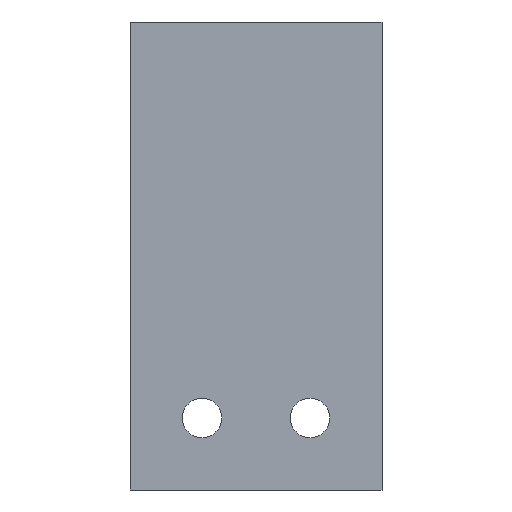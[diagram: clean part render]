
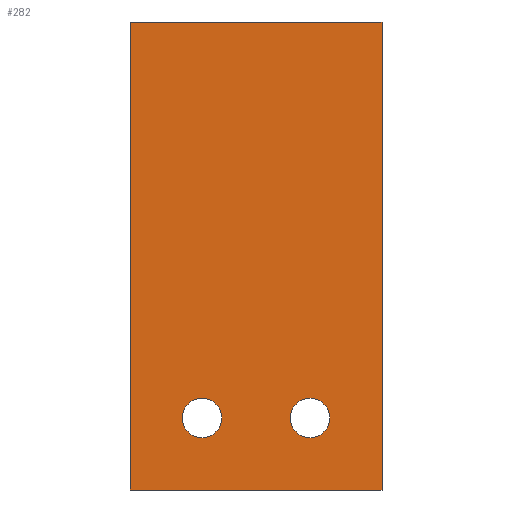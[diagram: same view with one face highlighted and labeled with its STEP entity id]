
A CAD part, left-side view. The second image highlights one B-rep face of the part: STEP entity #282.
In plain terms, the highlighted planar face has unit normal (-1, 0, 0).
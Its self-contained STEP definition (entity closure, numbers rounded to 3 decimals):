
#25=FACE_BOUND('',#69,.T.);
#26=FACE_BOUND('',#70,.T.);
#33=CIRCLE('',#312,2.75);
#34=CIRCLE('',#314,2.75);
#48=FACE_OUTER_BOUND('',#68,.T.);
#68=EDGE_LOOP('',(#253,#254,#255,#256));
#69=EDGE_LOOP('',(#257));
#70=EDGE_LOOP('',(#258));
#80=LINE('',#420,#108);
#94=LINE('',#459,#122);
#96=LINE('',#463,#124);
#98=LINE('',#466,#126);
#108=VECTOR('',#340,10.);
#122=VECTOR('',#382,10.);
#124=VECTOR('',#386,10.);
#126=VECTOR('',#390,10.);
#137=VERTEX_POINT('',#417);
#138=VERTEX_POINT('',#419);
#147=VERTEX_POINT('',#450);
#148=VERTEX_POINT('',#454);
#149=VERTEX_POINT('',#458);
#150=VERTEX_POINT('',#462);
#162=EDGE_CURVE('',#137,#138,#80,.T.);
#179=EDGE_CURVE('',#147,#147,#33,.T.);
#181=EDGE_CURVE('',#148,#148,#34,.T.);
#182=EDGE_CURVE('',#137,#149,#94,.T.);
#184=EDGE_CURVE('',#149,#150,#96,.T.);
#186=EDGE_CURVE('',#138,#150,#98,.T.);
#253=ORIENTED_EDGE('',*,*,#182,.T.);
#254=ORIENTED_EDGE('',*,*,#184,.T.);
#255=ORIENTED_EDGE('',*,*,#186,.F.);
#256=ORIENTED_EDGE('',*,*,#162,.F.);
#257=ORIENTED_EDGE('',*,*,#181,.F.);
#258=ORIENTED_EDGE('',*,*,#179,.F.);
#268=PLANE('',#318);
#282=ADVANCED_FACE('',(#48,#25,#26),#268,.F.);
#312=AXIS2_PLACEMENT_3D('',#452,#373,#374);
#314=AXIS2_PLACEMENT_3D('',#456,#378,#379);
#318=AXIS2_PLACEMENT_3D('',#467,#391,#392);
#340=DIRECTION('',(0.,-1.,0.));
#373=DIRECTION('center_axis',(-1.,0.,0.));
#374=DIRECTION('ref_axis',(0.,1.,0.));
#378=DIRECTION('center_axis',(-1.,0.,0.));
#379=DIRECTION('ref_axis',(0.,1.,0.));
#382=DIRECTION('',(0.,0.,-1.));
#386=DIRECTION('',(0.,-1.,0.));
#390=DIRECTION('',(0.,0.,-1.));
#391=DIRECTION('center_axis',(1.,0.,0.));
#392=DIRECTION('ref_axis',(0.,1.,0.));
#417=CARTESIAN_POINT('',(80.,39.143,55.));
#419=CARTESIAN_POINT('',(80.,4.143,55.));
#420=CARTESIAN_POINT('',(80.,39.143,55.));
#450=CARTESIAN_POINT('',(80.,11.393,0.));
#452=CARTESIAN_POINT('Origin',(80.,14.143,0.));
#454=CARTESIAN_POINT('',(80.,26.393,0.));
#456=CARTESIAN_POINT('Origin',(80.,29.143,0.));
#458=CARTESIAN_POINT('',(80.,39.143,-10.));
#459=CARTESIAN_POINT('',(80.,39.143,10.));
#462=CARTESIAN_POINT('',(80.,4.143,-10.));
#463=CARTESIAN_POINT('',(80.,39.143,-10.));
#466=CARTESIAN_POINT('',(80.,4.143,35.));
#467=CARTESIAN_POINT('Origin',(80.,21.643,-0.125));
